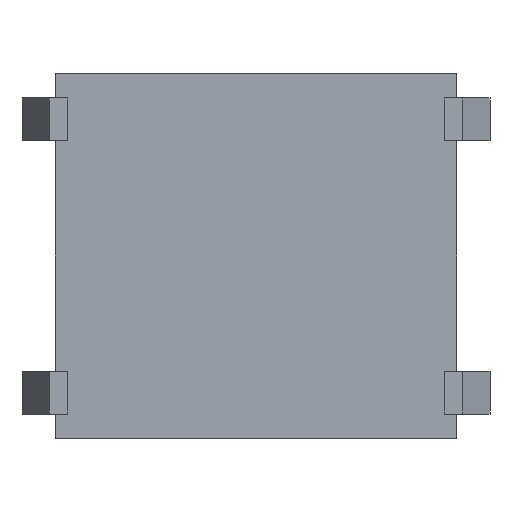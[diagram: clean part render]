
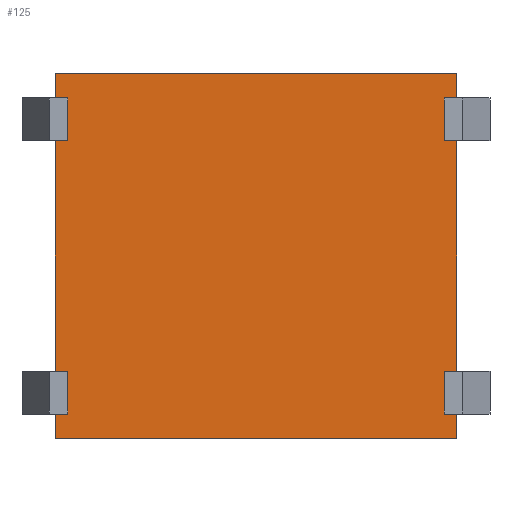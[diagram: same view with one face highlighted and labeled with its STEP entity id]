
A CAD part, front view. The second image highlights one B-rep face of the part: STEP entity #125.
In plain terms, the highlighted planar face has unit normal (0, -1, 0).
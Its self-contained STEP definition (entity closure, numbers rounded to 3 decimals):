
#125=ADVANCED_FACE('',(#281),#282,.F.);
#281=FACE_OUTER_BOUND('',#468,.T.);
#282=PLANE('',#469);
#468=EDGE_LOOP('',(#778,#779,#780,#781,#782,#783,#784,#785,#786,#787,#788,#789,#790,#791,#792,#793,#794,#795,#796,#797));
#469=AXIS2_PLACEMENT_3D('',#798,#799,#800);
#778=ORIENTED_EDGE('',*,*,#1151,.T.);
#779=ORIENTED_EDGE('',*,*,#1184,.T.);
#780=ORIENTED_EDGE('',*,*,#1187,.T.);
#781=ORIENTED_EDGE('',*,*,#1229,.T.);
#782=ORIENTED_EDGE('',*,*,#1190,.T.);
#783=ORIENTED_EDGE('',*,*,#1223,.T.);
#784=ORIENTED_EDGE('',*,*,#1226,.T.);
#785=ORIENTED_EDGE('',*,*,#1230,.T.);
#786=ORIENTED_EDGE('',*,*,#1231,.F.);
#787=ORIENTED_EDGE('',*,*,#1232,.F.);
#788=ORIENTED_EDGE('',*,*,#1233,.T.);
#789=ORIENTED_EDGE('',*,*,#1234,.T.);
#790=ORIENTED_EDGE('',*,*,#1235,.T.);
#791=ORIENTED_EDGE('',*,*,#1236,.F.);
#792=ORIENTED_EDGE('',*,*,#1237,.T.);
#793=ORIENTED_EDGE('',*,*,#1238,.T.);
#794=ORIENTED_EDGE('',*,*,#1239,.T.);
#795=ORIENTED_EDGE('',*,*,#1240,.F.);
#796=ORIENTED_EDGE('',*,*,#1241,.F.);
#797=ORIENTED_EDGE('',*,*,#1242,.T.);
#798=CARTESIAN_POINT('',(0.0,3.5,0.0));
#799=DIRECTION('',(0.0,1.0,0.0));
#800=DIRECTION('',(0.0,0.0,1.0));
#1151=EDGE_CURVE('',#1376,#1377,#1378,.T.);
#1184=EDGE_CURVE('',#1377,#1427,#1428,.T.);
#1187=EDGE_CURVE('',#1427,#1431,#1432,.T.);
#1190=EDGE_CURVE('',#1435,#1436,#1437,.T.);
#1223=EDGE_CURVE('',#1436,#1486,#1487,.T.);
#1226=EDGE_CURVE('',#1486,#1490,#1491,.T.);
#1229=EDGE_CURVE('',#1431,#1435,#1494,.T.);
#1230=EDGE_CURVE('',#1490,#1495,#1496,.T.);
#1231=EDGE_CURVE('',#1497,#1495,#1498,.T.);
#1232=EDGE_CURVE('',#1499,#1497,#1500,.T.);
#1233=EDGE_CURVE('',#1499,#1501,#1502,.T.);
#1234=EDGE_CURVE('',#1501,#1503,#1504,.T.);
#1235=EDGE_CURVE('',#1503,#1505,#1506,.T.);
#1236=EDGE_CURVE('',#1507,#1505,#1508,.T.);
#1237=EDGE_CURVE('',#1507,#1509,#1510,.T.);
#1238=EDGE_CURVE('',#1509,#1511,#1512,.T.);
#1239=EDGE_CURVE('',#1511,#1513,#1514,.T.);
#1240=EDGE_CURVE('',#1515,#1513,#1516,.T.);
#1241=EDGE_CURVE('',#1517,#1515,#1518,.T.);
#1242=EDGE_CURVE('',#1517,#1376,#1519,.T.);
#1376=VERTEX_POINT('',#1707);
#1377=VERTEX_POINT('',#1708);
#1378=LINE('',#1709,#1710);
#1427=VERTEX_POINT('',#1783);
#1428=LINE('',#1784,#1785);
#1431=VERTEX_POINT('',#1789);
#1432=LINE('',#1790,#1791);
#1435=VERTEX_POINT('',#1795);
#1436=VERTEX_POINT('',#1796);
#1437=LINE('',#1797,#1798);
#1486=VERTEX_POINT('',#1871);
#1487=LINE('',#1872,#1873);
#1490=VERTEX_POINT('',#1877);
#1491=LINE('',#1878,#1879);
#1494=LINE('',#1883,#1884);
#1495=VERTEX_POINT('',#1885);
#1496=LINE('',#1886,#1887);
#1497=VERTEX_POINT('',#1888);
#1498=LINE('',#1889,#1890);
#1499=VERTEX_POINT('',#1891);
#1500=LINE('',#1892,#1893);
#1501=VERTEX_POINT('',#1894);
#1502=LINE('',#1895,#1896);
#1503=VERTEX_POINT('',#1897);
#1504=LINE('',#1898,#1899);
#1505=VERTEX_POINT('',#1900);
#1506=LINE('',#1901,#1902);
#1507=VERTEX_POINT('',#1903);
#1508=LINE('',#1904,#1905);
#1509=VERTEX_POINT('',#1906);
#1510=LINE('',#1907,#1908);
#1511=VERTEX_POINT('',#1909);
#1512=LINE('',#1910,#1911);
#1513=VERTEX_POINT('',#1912);
#1514=LINE('',#1913,#1914);
#1515=VERTEX_POINT('',#1915);
#1516=LINE('',#1916,#1917);
#1517=VERTEX_POINT('',#1918);
#1518=LINE('',#1919,#1920);
#1519=LINE('',#1921,#1922);
#1707=CARTESIAN_POINT('',(-3.3,3.5,2.6));
#1708=CARTESIAN_POINT('',(-3.207,3.5,2.6));
#1709=CARTESIAN_POINT('',(-1.711,3.5,2.6));
#1710=VECTOR('',#2190,1.0);
#1783=CARTESIAN_POINT('',(-3.207,3.5,1.9));
#1784=CARTESIAN_POINT('',(-3.207,3.5,1.3));
#1785=VECTOR('',#2215,1.0);
#1789=CARTESIAN_POINT('',(-3.3,3.5,1.9));
#1790=CARTESIAN_POINT('',(-1.711,3.5,1.9));
#1791=VECTOR('',#2217,1.0);
#1795=CARTESIAN_POINT('',(-3.3,3.5,-1.9));
#1796=CARTESIAN_POINT('',(-3.207,3.5,-1.9));
#1797=CARTESIAN_POINT('',(-1.711,3.5,-1.9));
#1798=VECTOR('',#2219,1.0);
#1871=CARTESIAN_POINT('',(-3.207,3.5,-2.6));
#1872=CARTESIAN_POINT('',(-3.207,3.5,-0.95));
#1873=VECTOR('',#2244,1.0);
#1877=CARTESIAN_POINT('',(-3.3,3.5,-2.6));
#1878=CARTESIAN_POINT('',(-1.711,3.5,-2.6));
#1879=VECTOR('',#2246,1.0);
#1883=CARTESIAN_POINT('',(-3.3,3.5,0.0));
#1884=VECTOR('',#2248,1.0);
#1885=CARTESIAN_POINT('',(-3.3,3.5,-3.0));
#1886=CARTESIAN_POINT('',(-3.3,3.5,0.0));
#1887=VECTOR('',#2249,1.0);
#1888=CARTESIAN_POINT('',(3.3,3.5,-3.0));
#1889=CARTESIAN_POINT('',(0.0,3.5,-3.0));
#1890=VECTOR('',#2250,1.0);
#1891=CARTESIAN_POINT('',(3.3,3.5,-2.6));
#1892=CARTESIAN_POINT('',(3.3,3.5,0.0));
#1893=VECTOR('',#2251,1.0);
#1894=CARTESIAN_POINT('',(3.207,3.5,-2.6));
#1895=CARTESIAN_POINT('',(1.711,3.5,-2.6));
#1896=VECTOR('',#2252,1.0);
#1897=CARTESIAN_POINT('',(3.207,3.5,-1.9));
#1898=CARTESIAN_POINT('',(3.207,3.5,-1.3));
#1899=VECTOR('',#2253,1.0);
#1900=CARTESIAN_POINT('',(3.3,3.5,-1.9));
#1901=CARTESIAN_POINT('',(1.711,3.5,-1.9));
#1902=VECTOR('',#2254,1.0);
#1903=CARTESIAN_POINT('',(3.3,3.5,1.9));
#1904=CARTESIAN_POINT('',(3.3,3.5,0.0));
#1905=VECTOR('',#2255,1.0);
#1906=CARTESIAN_POINT('',(3.207,3.5,1.9));
#1907=CARTESIAN_POINT('',(1.711,3.5,1.9));
#1908=VECTOR('',#2256,1.0);
#1909=CARTESIAN_POINT('',(3.207,3.5,2.6));
#1910=CARTESIAN_POINT('',(3.207,3.5,0.95));
#1911=VECTOR('',#2257,1.0);
#1912=CARTESIAN_POINT('',(3.3,3.5,2.6));
#1913=CARTESIAN_POINT('',(1.711,3.5,2.6));
#1914=VECTOR('',#2258,1.0);
#1915=CARTESIAN_POINT('',(3.3,3.5,3.0));
#1916=CARTESIAN_POINT('',(3.3,3.5,0.0));
#1917=VECTOR('',#2259,1.0);
#1918=CARTESIAN_POINT('',(-3.3,3.5,3.0));
#1919=CARTESIAN_POINT('',(0.0,3.5,3.0));
#1920=VECTOR('',#2260,1.0);
#1921=CARTESIAN_POINT('',(-3.3,3.5,0.0));
#1922=VECTOR('',#2261,1.0);
#2190=DIRECTION('',(1.0,-0.0,0.));
#2215=DIRECTION('',(0.,0.0,-1.0));
#2217=DIRECTION('',(-1.0,0.0,0.));
#2219=DIRECTION('',(1.0,-0.0,0.));
#2244=DIRECTION('',(0.,0.0,-1.0));
#2246=DIRECTION('',(-1.0,0.0,0.));
#2248=DIRECTION('',(0.0,0.0,-1.0));
#2249=DIRECTION('',(0.0,0.0,-1.0));
#2250=DIRECTION('',(-1.0,0.0,0.0));
#2251=DIRECTION('',(0.0,0.0,-1.0));
#2252=DIRECTION('',(-1.0,0.0,0.0));
#2253=DIRECTION('',(0.0,-0.0,1.0));
#2254=DIRECTION('',(1.0,0.0,0.0));
#2255=DIRECTION('',(0.0,0.0,-1.0));
#2256=DIRECTION('',(-1.0,0.0,0.0));
#2257=DIRECTION('',(0.0,-0.0,1.0));
#2258=DIRECTION('',(1.0,0.0,0.0));
#2259=DIRECTION('',(0.0,0.0,-1.0));
#2260=DIRECTION('',(1.0,0.0,0.0));
#2261=DIRECTION('',(0.0,0.0,-1.0));
